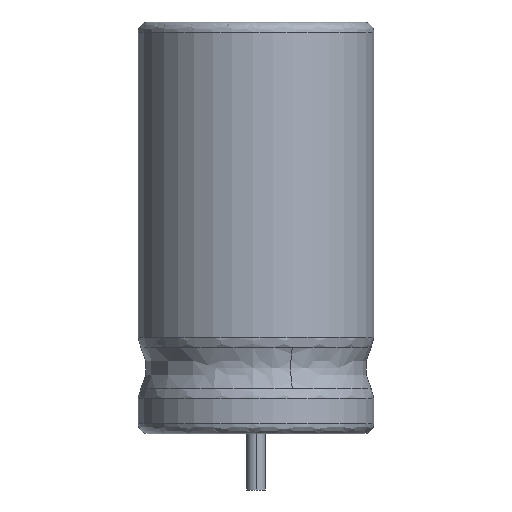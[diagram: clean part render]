
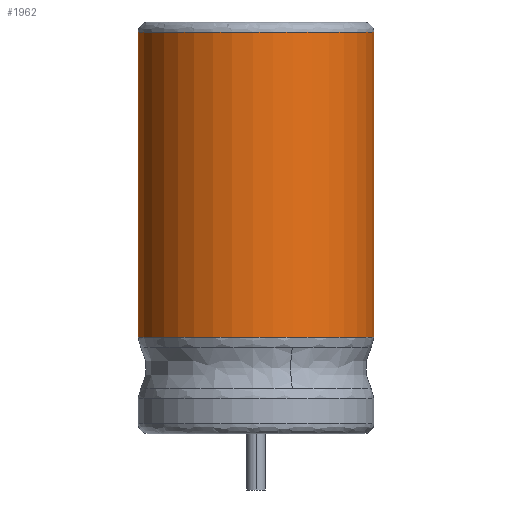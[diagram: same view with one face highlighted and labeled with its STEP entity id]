
A CAD part, left-side view. The second image highlights one B-rep face of the part: STEP entity #1962.
In plain terms, the highlighted cylindrical face has radius 3.15 mm (diameter 6.3 mm), a partial arc.
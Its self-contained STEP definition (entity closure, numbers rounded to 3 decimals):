
#411 = CARTESIAN_POINT ( 'NONE',  ( 2.96, 1.077, 2.062 ) ) ;
#431 = EDGE_CURVE ( 'NONE', #1733, #2257, #3694, .T. ) ;
#487 = VECTOR ( 'NONE', #3938, 1000. ) ;
#707 = EDGE_CURVE ( 'NONE', #3105, #1733, #2531, .T. ) ;
#840 = FACE_OUTER_BOUND ( 'NONE', #3184, .T. ) ;
#854 = DIRECTION ( 'NONE',  ( 1., 0., 0. ) ) ;
#933 = AXIS2_PLACEMENT_3D ( 'NONE', #2276, #1971, #3450 ) ;
#1166 = LINE ( 'NONE', #2379, #487 ) ;
#1380 = AXIS2_PLACEMENT_3D ( 'NONE', #2030, #3619, #854 ) ;
#1535 = CARTESIAN_POINT ( 'NONE',  ( 2.96, 1.077, -0.896 ) ) ;
#1629 = DIRECTION ( 'NONE',  ( 0., 0., -1. ) ) ;
#1733 = VERTEX_POINT ( 'NONE', #1535 ) ;
#1744 = ORIENTED_EDGE ( 'NONE', *, *, #2878, .F. ) ;
#1778 = VERTEX_POINT ( 'NONE', #2776 ) ;
#1943 = AXIS2_PLACEMENT_3D ( 'NONE', #3755, #2588, #3815 ) ;
#1962 = ADVANCED_FACE ( 'NONE', ( #840 ), #3551, .T. ) ;
#1971 = DIRECTION ( 'NONE',  ( 0., 0., -1. ) ) ;
#2030 = CARTESIAN_POINT ( 'NONE',  ( 0., 0., 3.231 ) ) ;
#2043 = CARTESIAN_POINT ( 'NONE',  ( 2.96, 1.077, 7.246 ) ) ;
#2064 = ORIENTED_EDGE ( 'NONE', *, *, #2121, .T. ) ;
#2121 = EDGE_CURVE ( 'NONE', #1778, #3105, #2664, .T. ) ;
#2247 = ORIENTED_EDGE ( 'NONE', *, *, #707, .T. ) ;
#2257 = VERTEX_POINT ( 'NONE', #2424 ) ;
#2276 = CARTESIAN_POINT ( 'NONE',  ( 0., 0., 7.246 ) ) ;
#2379 = CARTESIAN_POINT ( 'NONE',  ( 2.96, -1.077, 2.062 ) ) ;
#2424 = CARTESIAN_POINT ( 'NONE',  ( 2.96, -1.077, -0.896 ) ) ;
#2531 = LINE ( 'NONE', #411, #3827 ) ;
#2588 = DIRECTION ( 'NONE',  ( 0., 0., 1. ) ) ;
#2664 = CIRCLE ( 'NONE', #933, 3.15 ) ;
#2776 = CARTESIAN_POINT ( 'NONE',  ( 2.96, -1.077, 7.246 ) ) ;
#2878 = EDGE_CURVE ( 'NONE', #1778, #2257, #1166, .T. ) ;
#2977 = ORIENTED_EDGE ( 'NONE', *, *, #431, .T. ) ;
#3105 = VERTEX_POINT ( 'NONE', #2043 ) ;
#3184 = EDGE_LOOP ( 'NONE', ( #2064, #2247, #2977, #1744 ) ) ;
#3450 = DIRECTION ( 'NONE',  ( 1., 0., 0. ) ) ;
#3551 = CYLINDRICAL_SURFACE ( 'NONE', #1380, 3.15 ) ;
#3619 = DIRECTION ( 'NONE',  ( 0., 0., 1. ) ) ;
#3694 = CIRCLE ( 'NONE', #1943, 3.15 ) ;
#3755 = CARTESIAN_POINT ( 'NONE',  ( 0., 0., -0.896 ) ) ;
#3815 = DIRECTION ( 'NONE',  ( 1., 0., 0. ) ) ;
#3827 = VECTOR ( 'NONE', #1629, 1000. ) ;
#3938 = DIRECTION ( 'NONE',  ( 0., 0., -1. ) ) ;
